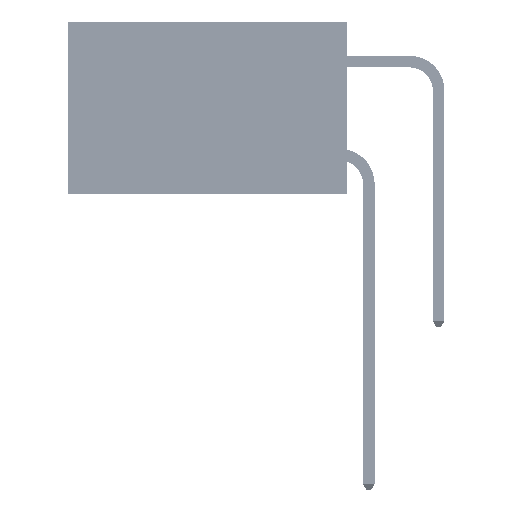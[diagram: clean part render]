
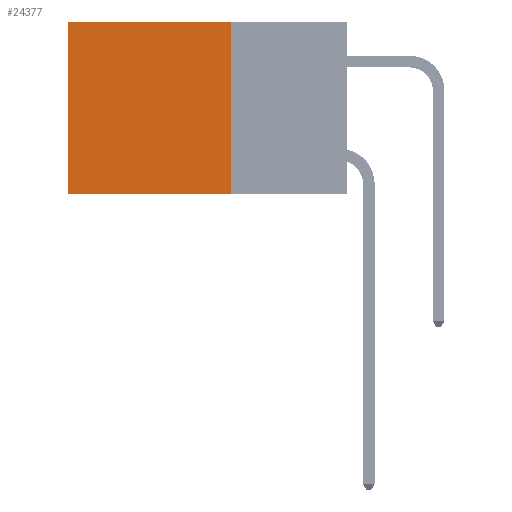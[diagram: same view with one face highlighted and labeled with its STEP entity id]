
A CAD part, left-side view. The second image highlights one B-rep face of the part: STEP entity #24377.
In plain terms, the highlighted planar face has unit normal (-1, 0, 0).
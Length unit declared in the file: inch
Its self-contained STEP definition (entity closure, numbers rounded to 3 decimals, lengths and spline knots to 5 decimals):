
#2436 = ORIENTED_EDGE ( 'NONE', *, *, #37180, .F. ) ;
#2683 = ORIENTED_EDGE ( 'NONE', *, *, #7929, .T. ) ;
#2839 = VERTEX_POINT ( 'NONE', #44282 ) ;
#3220 = PLANE ( 'NONE',  #9193 ) ;
#3382 = CARTESIAN_POINT ( 'NONE',  ( 0.2875, 0.25, 0. ) ) ;
#4660 = VECTOR ( 'NONE', #17976, 39.37008 ) ;
#6786 = ORIENTED_EDGE ( 'NONE', *, *, #42742, .T. ) ;
#7719 = VECTOR ( 'NONE', #38849, 39.37008 ) ;
#7929 = EDGE_CURVE ( 'NONE', #30048, #41247, #35337, .T. ) ;
#8967 = ORIENTED_EDGE ( 'NONE', *, *, #48673, .F. ) ;
#9193 = AXIS2_PLACEMENT_3D ( 'NONE', #3382, #34274, #10955 ) ;
#10955 = DIRECTION ( 'NONE',  ( 0., 0., -1. ) ) ;
#13465 = VECTOR ( 'NONE', #41852, 39.37008 ) ;
#15313 = CARTESIAN_POINT ( 'NONE',  ( 0.2875, 0.6, 0. ) ) ;
#15718 = CARTESIAN_POINT ( 'NONE',  ( 0.2875, 0.25, -0.37 ) ) ;
#17702 = CARTESIAN_POINT ( 'NONE',  ( 0.2875, 0.25, 0. ) ) ;
#17976 = DIRECTION ( 'NONE',  ( 0., 0., -1. ) ) ;
#19838 = LINE ( 'NONE', #36364, #4660 ) ;
#21345 = LINE ( 'NONE', #15313, #40762 ) ;
#24040 = FACE_OUTER_BOUND ( 'NONE', #41278, .T. ) ;
#24377 = ADVANCED_FACE ( 'NONE', ( #24040 ), #3220, .F. ) ;
#28192 = VERTEX_POINT ( 'NONE', #30117 ) ;
#30048 = VERTEX_POINT ( 'NONE', #17702 ) ;
#30117 = CARTESIAN_POINT ( 'NONE',  ( 0.2875, 0.6, -0.37 ) ) ;
#30358 = CARTESIAN_POINT ( 'NONE',  ( 0.2875, 0.25, 0. ) ) ;
#30467 = DIRECTION ( 'NONE',  ( 0., 0., -1. ) ) ;
#34274 = DIRECTION ( 'NONE',  ( 1., 0., 0. ) ) ;
#35337 = LINE ( 'NONE', #30358, #13465 ) ;
#36276 = LINE ( 'NONE', #15718, #7719 ) ;
#36364 = CARTESIAN_POINT ( 'NONE',  ( 0.2875, 0.25, 0. ) ) ;
#37180 = EDGE_CURVE ( 'NONE', #2839, #28192, #36276, .T. ) ;
#38849 = DIRECTION ( 'NONE',  ( 0., 1., 0. ) ) ;
#40762 = VECTOR ( 'NONE', #30467, 39.37008 ) ;
#40870 = CARTESIAN_POINT ( 'NONE',  ( 0.2875, 0.6, 0. ) ) ;
#41247 = VERTEX_POINT ( 'NONE', #40870 ) ;
#41278 = EDGE_LOOP ( 'NONE', ( #6786, #2436, #8967, #2683 ) ) ;
#41852 = DIRECTION ( 'NONE',  ( 0., 1., 0. ) ) ;
#42742 = EDGE_CURVE ( 'NONE', #41247, #28192, #21345, .T. ) ;
#44282 = CARTESIAN_POINT ( 'NONE',  ( 0.2875, 0.25, -0.37 ) ) ;
#48673 = EDGE_CURVE ( 'NONE', #30048, #2839, #19838, .T. ) ;
